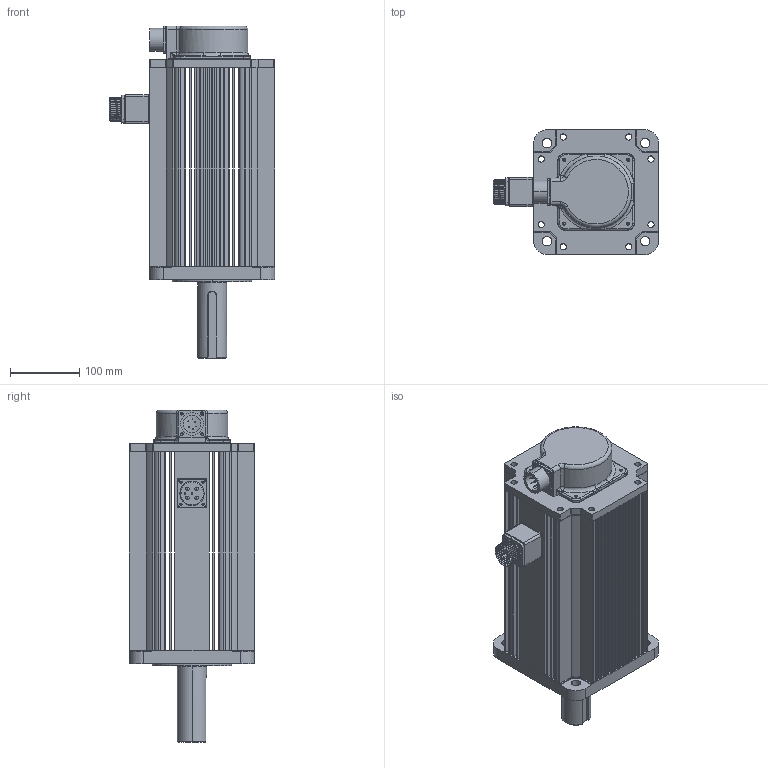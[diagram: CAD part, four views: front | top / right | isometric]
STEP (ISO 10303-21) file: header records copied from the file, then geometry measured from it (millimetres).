
FILE_DESCRIPTION (( 'STEP AP203' ), '1' );
FILE_NAME ('MS6H-180CS(CM)15BZ2-47P5.STEP', '2020-09-10T00:53:48', ( '' ), ( '' ), 'SwSTEP 2.0', 'SolidWorks 2016', '' );
FILE_SCHEMA (( 'CONFIG_CONTROL_DESIGN' ));
Length unit declared in the file: millimetre
Products named in the file (1): MS6H-180CS(CM)15BZ2-47P5
Bounding box: 237.9 x 180 x 478 mm (x, y, z)
Surface area: 536781.8 mm2 (no closed solid volume)
Topology: 0 solids, 34 shells, 741 faces, 2235 edges, 1515 vertices
Faces by surface type: cylinder 316, plane 302, torus 65, bspline 29, cone 15, sphere 14
Entity records: 31693 total; most frequent: CARTESIAN_POINT 12001, DIRECTION 4284, ORIENTED_EDGE 3592, EDGE_CURVE 2207, AXIS2_PLACEMENT_3D 1568, VERTEX_POINT 1503, VECTOR 1148, LINE 1148
